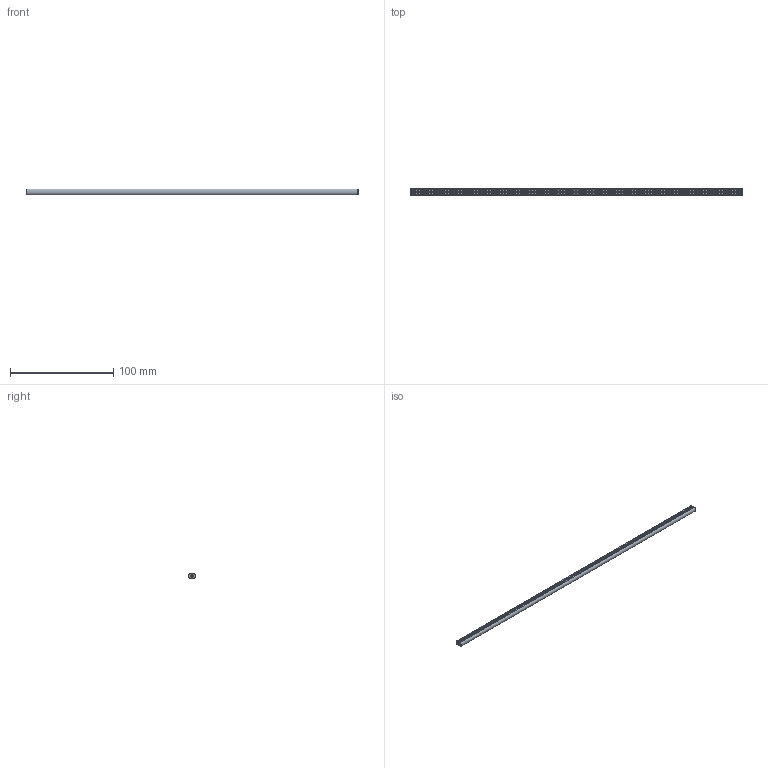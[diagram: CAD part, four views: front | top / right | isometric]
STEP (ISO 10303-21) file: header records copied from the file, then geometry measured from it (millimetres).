
FILE_DESCRIPTION(('FreeCAD Model'),'2;1');
FILE_NAME('Open CASCADE Shape Model','2024-06-18T17:33:52',(''),(''), 'Open CASCADE STEP processor 7.6','FreeCAD','Unknown');
FILE_SCHEMA(('AUTOMOTIVE_DESIGN { 1 0 10303 214 1 1 1 1 }'));
Length unit declared in the file: millimetre
Products named in the file (1): Shaft IDX BU25.75 - SPN-SFT-0223 (stemfie.org)
Bounding box: 321.88 x 6.6 x 5 mm (x, y, z)
Volume: 7347.2 mm3; surface area: 9231.7 mm2
Topology: 1 solids, 1 shells, 1009 faces, 3144 edges, 1956 vertices
Faces by surface type: plane 315, cylinder 312, cone 210, extrusion 172
Full cylindrical faces by diameter (mm): 2 x310
Entity records: 36094 total; most frequent: CARTESIAN_POINT 7142, ORIENTED_EDGE 6288, DIRECTION 5910, EDGE_CURVE 3144, AXIS2_PLACEMENT_3D 2100, VERTEX_POINT 1956, VECTOR 1710, LINE 1538
